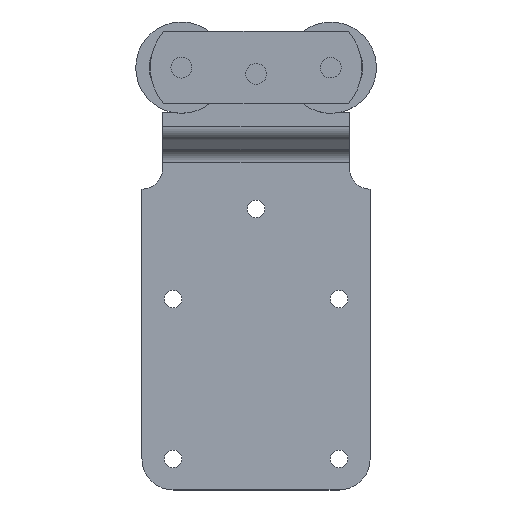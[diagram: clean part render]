
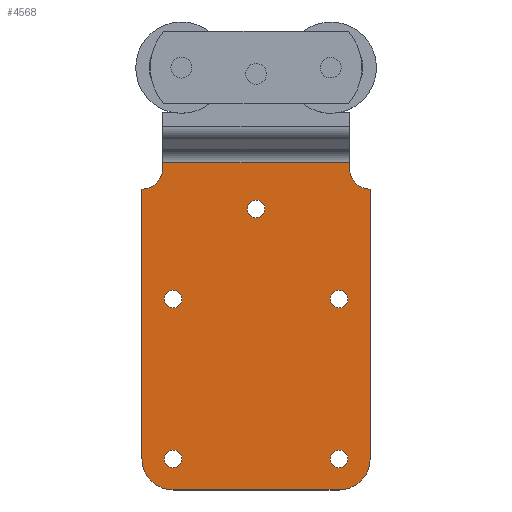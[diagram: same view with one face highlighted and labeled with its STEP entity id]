
A CAD part, top view. The second image highlights one B-rep face of the part: STEP entity #4568.
In plain terms, the highlighted planar face has unit normal (0, 0, 1).
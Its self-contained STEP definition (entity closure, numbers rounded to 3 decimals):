
#50=LINE('',#6990,#356);
#51=LINE('',#6994,#357);
#52=LINE('',#6998,#358);
#53=LINE('',#7002,#359);
#54=LINE('',#7006,#360);
#55=LINE('',#7009,#361);
#356=VECTOR('',#5530,10.);
#357=VECTOR('',#5535,10.);
#358=VECTOR('',#5538,10.);
#359=VECTOR('',#5541,10.);
#360=VECTOR('',#5544,10.);
#361=VECTOR('',#5547,10.);
#647=PLANE('',#4870);
#775=FACE_BOUND('',#1177,.T.);
#776=FACE_BOUND('',#1178,.T.);
#777=FACE_BOUND('',#1179,.T.);
#778=FACE_BOUND('',#1180,.T.);
#779=FACE_BOUND('',#1181,.T.);
#901=FACE_OUTER_BOUND('',#1176,.T.);
#1176=EDGE_LOOP('',(#2979,#2980,#2981,#2982,#2983,#2984,#2985,#2986,#2987,
#2988));
#1177=EDGE_LOOP('',(#2989));
#1178=EDGE_LOOP('',(#2990));
#1179=EDGE_LOOP('',(#2991));
#1180=EDGE_LOOP('',(#2992));
#1181=EDGE_LOOP('',(#2993));
#1537=CIRCLE('',#4871,10.);
#1538=CIRCLE('',#4872,15.);
#1539=CIRCLE('',#4873,15.);
#1540=CIRCLE('',#4874,10.);
#1541=CIRCLE('',#4875,4.25);
#1542=CIRCLE('',#4876,4.25);
#1543=CIRCLE('',#4877,4.25);
#1544=CIRCLE('',#4878,4.25);
#1545=CIRCLE('',#4879,4.25);
#1878=VERTEX_POINT('',#6987);
#1879=VERTEX_POINT('',#6989);
#1880=VERTEX_POINT('',#6993);
#1881=VERTEX_POINT('',#6995);
#1882=VERTEX_POINT('',#6997);
#1883=VERTEX_POINT('',#6999);
#1884=VERTEX_POINT('',#7001);
#1885=VERTEX_POINT('',#7003);
#1886=VERTEX_POINT('',#7005);
#1887=VERTEX_POINT('',#7007);
#1888=VERTEX_POINT('',#7010);
#1889=VERTEX_POINT('',#7012);
#1890=VERTEX_POINT('',#7014);
#1891=VERTEX_POINT('',#7016);
#1892=VERTEX_POINT('',#7018);
#2326=EDGE_CURVE('',#1878,#1879,#50,.T.);
#2328=EDGE_CURVE('',#1880,#1878,#51,.T.);
#2329=EDGE_CURVE('',#1881,#1880,#1537,.T.);
#2330=EDGE_CURVE('',#1882,#1881,#52,.T.);
#2331=EDGE_CURVE('',#1883,#1882,#1538,.T.);
#2332=EDGE_CURVE('',#1884,#1883,#53,.T.);
#2333=EDGE_CURVE('',#1885,#1884,#1539,.T.);
#2334=EDGE_CURVE('',#1886,#1885,#54,.T.);
#2335=EDGE_CURVE('',#1887,#1886,#1540,.T.);
#2336=EDGE_CURVE('',#1879,#1887,#55,.T.);
#2337=EDGE_CURVE('',#1888,#1888,#1541,.T.);
#2338=EDGE_CURVE('',#1889,#1889,#1542,.T.);
#2339=EDGE_CURVE('',#1890,#1890,#1543,.T.);
#2340=EDGE_CURVE('',#1891,#1891,#1544,.T.);
#2341=EDGE_CURVE('',#1892,#1892,#1545,.T.);
#2979=ORIENTED_EDGE('',*,*,#2328,.F.);
#2980=ORIENTED_EDGE('',*,*,#2329,.F.);
#2981=ORIENTED_EDGE('',*,*,#2330,.F.);
#2982=ORIENTED_EDGE('',*,*,#2331,.F.);
#2983=ORIENTED_EDGE('',*,*,#2332,.F.);
#2984=ORIENTED_EDGE('',*,*,#2333,.F.);
#2985=ORIENTED_EDGE('',*,*,#2334,.F.);
#2986=ORIENTED_EDGE('',*,*,#2335,.F.);
#2987=ORIENTED_EDGE('',*,*,#2336,.F.);
#2988=ORIENTED_EDGE('',*,*,#2326,.F.);
#2989=ORIENTED_EDGE('',*,*,#2337,.F.);
#2990=ORIENTED_EDGE('',*,*,#2338,.F.);
#2991=ORIENTED_EDGE('',*,*,#2339,.F.);
#2992=ORIENTED_EDGE('',*,*,#2340,.F.);
#2993=ORIENTED_EDGE('',*,*,#2341,.F.);
#4568=ADVANCED_FACE('',(#901,#775,#776,#777,#778,#779),#647,.F.);
#4870=AXIS2_PLACEMENT_3D('',#6992,#5533,#5534);
#4871=AXIS2_PLACEMENT_3D('',#6996,#5536,#5537);
#4872=AXIS2_PLACEMENT_3D('',#7000,#5539,#5540);
#4873=AXIS2_PLACEMENT_3D('',#7004,#5542,#5543);
#4874=AXIS2_PLACEMENT_3D('',#7008,#5545,#5546);
#4875=AXIS2_PLACEMENT_3D('',#7011,#5548,#5549);
#4876=AXIS2_PLACEMENT_3D('',#7013,#5550,#5551);
#4877=AXIS2_PLACEMENT_3D('',#7015,#5552,#5553);
#4878=AXIS2_PLACEMENT_3D('',#7017,#5554,#5555);
#4879=AXIS2_PLACEMENT_3D('',#7019,#5556,#5557);
#5530=DIRECTION('',(1.,0.,0.));
#5533=DIRECTION('center_axis',(0.,0.,-1.));
#5534=DIRECTION('ref_axis',(-1.,0.,0.));
#5535=DIRECTION('',(0.,1.,0.));
#5536=DIRECTION('center_axis',(0.,0.,1.));
#5537=DIRECTION('ref_axis',(-1.,0.,0.));
#5538=DIRECTION('',(0.,1.,0.));
#5539=DIRECTION('center_axis',(0.,0.,-1.));
#5540=DIRECTION('ref_axis',(0.,-1.,0.));
#5541=DIRECTION('',(-1.,0.,0.));
#5542=DIRECTION('center_axis',(0.,0.,-1.));
#5543=DIRECTION('ref_axis',(1.,0.,0.));
#5544=DIRECTION('',(0.,-1.,0.));
#5545=DIRECTION('center_axis',(0.,0.,1.));
#5546=DIRECTION('ref_axis',(0.,1.,0.));
#5547=DIRECTION('',(0.,-1.,0.));
#5548=DIRECTION('center_axis',(0.,0.,1.));
#5549=DIRECTION('ref_axis',(1.,0.,0.));
#5550=DIRECTION('center_axis',(0.,0.,1.));
#5551=DIRECTION('ref_axis',(1.,0.,0.));
#5552=DIRECTION('center_axis',(0.,0.,1.));
#5553=DIRECTION('ref_axis',(1.,0.,0.));
#5554=DIRECTION('center_axis',(0.,0.,1.));
#5555=DIRECTION('ref_axis',(1.,0.,0.));
#5556=DIRECTION('center_axis',(0.,0.,1.));
#5557=DIRECTION('ref_axis',(1.,0.,0.));
#6987=CARTESIAN_POINT('',(-63.116,-34.82,-1.9));
#6989=CARTESIAN_POINT('',(26.884,-34.82,-1.9));
#6990=CARTESIAN_POINT('',(-73.116,-34.82,-1.9));
#6992=CARTESIAN_POINT('Origin',(-73.116,-47.58,-1.9));
#6993=CARTESIAN_POINT('',(-63.116,-37.572,-1.9));
#6994=CARTESIAN_POINT('',(-63.116,-29.076,-1.9));
#6995=CARTESIAN_POINT('',(-73.116,-47.572,-1.9));
#6996=CARTESIAN_POINT('Origin',(-73.116,-37.572,-1.9));
#6997=CARTESIAN_POINT('',(-73.116,-177.572,-1.9));
#6998=CARTESIAN_POINT('',(-73.116,-47.576,-1.9));
#6999=CARTESIAN_POINT('',(-58.116,-192.572,-1.9));
#7000=CARTESIAN_POINT('Origin',(-58.116,-177.572,-1.9));
#7001=CARTESIAN_POINT('',(21.884,-192.572,-1.9));
#7002=CARTESIAN_POINT('',(-65.616,-192.572,-1.9));
#7003=CARTESIAN_POINT('',(36.884,-177.572,-1.9));
#7004=CARTESIAN_POINT('Origin',(21.884,-177.572,-1.9));
#7005=CARTESIAN_POINT('',(36.884,-47.572,-1.9));
#7006=CARTESIAN_POINT('',(36.884,-112.576,-1.9));
#7007=CARTESIAN_POINT('',(26.884,-37.572,-1.9));
#7008=CARTESIAN_POINT('Origin',(36.884,-37.572,-1.9));
#7009=CARTESIAN_POINT('',(26.884,-42.576,-1.9));
#7010=CARTESIAN_POINT('',(-22.366,-57.072,-1.9));
#7011=CARTESIAN_POINT('Origin',(-18.116,-57.072,-1.9));
#7012=CARTESIAN_POINT('',(17.634,-100.572,-1.9));
#7013=CARTESIAN_POINT('Origin',(21.884,-100.572,-1.9));
#7014=CARTESIAN_POINT('',(-62.366,-100.572,-1.9));
#7015=CARTESIAN_POINT('Origin',(-58.116,-100.572,-1.9));
#7016=CARTESIAN_POINT('',(17.634,-177.572,-1.9));
#7017=CARTESIAN_POINT('Origin',(21.884,-177.572,-1.9));
#7018=CARTESIAN_POINT('',(-62.366,-177.572,-1.9));
#7019=CARTESIAN_POINT('Origin',(-58.116,-177.572,-1.9));
